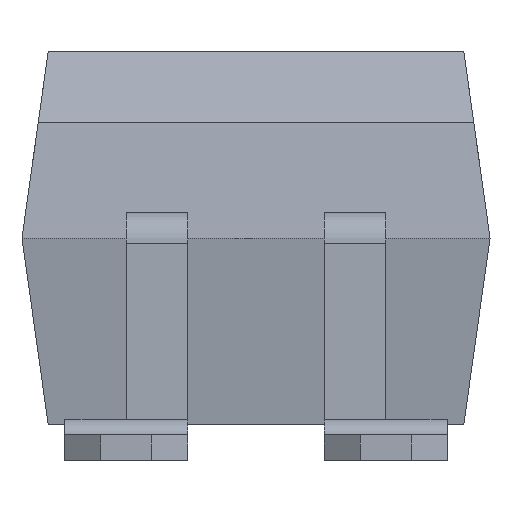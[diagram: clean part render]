
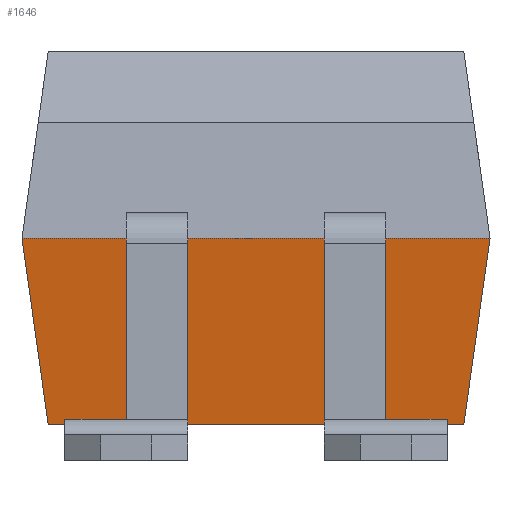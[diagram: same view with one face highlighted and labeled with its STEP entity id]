
A CAD part, front view. The second image highlights one B-rep face of the part: STEP entity #1646.
In plain terms, the highlighted planar face has unit normal (0, -0.99, -0.139).
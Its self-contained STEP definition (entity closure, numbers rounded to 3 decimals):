
#30=PLANE('',#1763);
#109=FACE_OUTER_BOUND('',#206,.T.);
#206=EDGE_LOOP('',(#1164,#1165,#1166,#1167));
#306=LINE('',#2391,#511);
#307=LINE('',#2392,#512);
#308=LINE('',#2394,#513);
#309=LINE('',#2395,#514);
#511=VECTOR('',#1921,10.);
#512=VECTOR('',#1922,10.);
#513=VECTOR('',#1923,10.);
#514=VECTOR('',#1924,10.);
#750=VERTEX_POINT('',#2383);
#752=VERTEX_POINT('',#2389);
#753=VERTEX_POINT('',#2390);
#754=VERTEX_POINT('',#2393);
#914=EDGE_CURVE('',#752,#753,#306,.T.);
#915=EDGE_CURVE('',#750,#753,#307,.T.);
#916=EDGE_CURVE('',#754,#750,#308,.T.);
#917=EDGE_CURVE('',#754,#752,#309,.T.);
#1164=ORIENTED_EDGE('',*,*,#914,.T.);
#1165=ORIENTED_EDGE('',*,*,#915,.F.);
#1166=ORIENTED_EDGE('',*,*,#916,.F.);
#1167=ORIENTED_EDGE('',*,*,#917,.T.);
#1646=ADVANCED_FACE('',(#109),#30,.T.);
#1763=AXIS2_PLACEMENT_3D('',#2388,#1919,#1920);
#1919=DIRECTION('center_axis',(0.,-0.99,-0.139));
#1920=DIRECTION('ref_axis',(-1.,0.,0.));
#1921=DIRECTION('',(1.,0.,0.));
#1922=DIRECTION('',(-0.138,0.138,-0.981));
#1923=DIRECTION('',(1.,0.,0.));
#1924=DIRECTION('',(0.138,0.138,-0.981));
#2383=CARTESIAN_POINT('',(2.29,-3.2,0.));
#2388=CARTESIAN_POINT('Origin',(-2.29,-3.2,0.));
#2389=CARTESIAN_POINT('',(-2.034,-2.944,-1.825));
#2390=CARTESIAN_POINT('',(2.034,-2.944,-1.825));
#2391=CARTESIAN_POINT('',(-2.29,-2.944,-1.825));
#2392=CARTESIAN_POINT('',(2.246,-3.156,-0.31));
#2393=CARTESIAN_POINT('',(-2.29,-3.2,0.));
#2394=CARTESIAN_POINT('',(-2.29,-3.2,0.));
#2395=CARTESIAN_POINT('',(-2.229,-3.139,-0.433));
